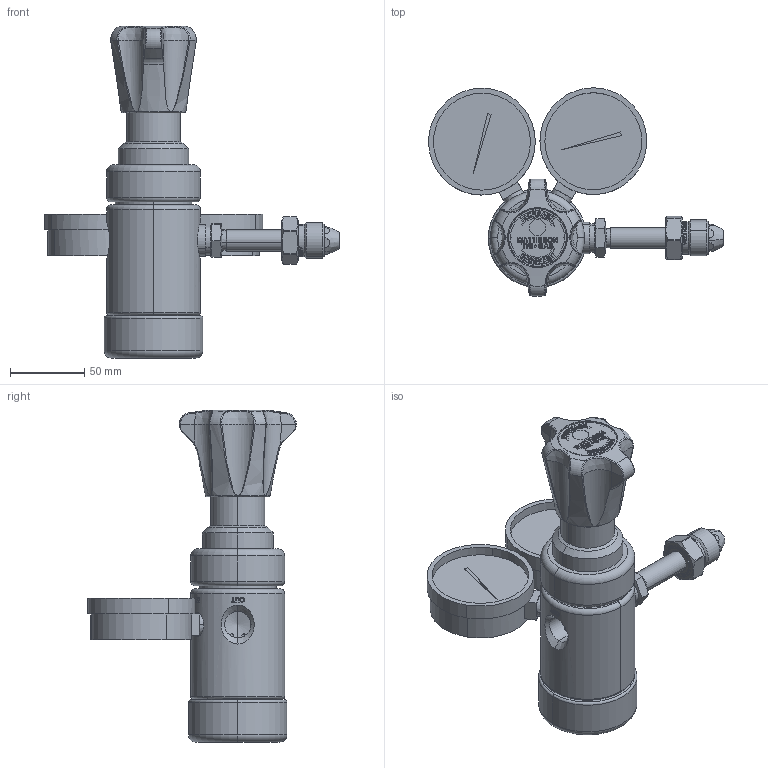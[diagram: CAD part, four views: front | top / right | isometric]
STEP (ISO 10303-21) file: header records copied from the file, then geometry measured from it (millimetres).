
FILE_DESCRIPTION((''),'2;1');
FILE_NAME('MREG-4635-BO_ASM','2020-05-28T10:00:35',('DLachman'),('MATHESON TRI-GAS'),'CREO PARAMETRIC BY PTC INC, 2018260','CREO PARAMETRIC BY PTC INC, 2018260','');
FILE_SCHEMA(('CONFIG_CONTROL_DESIGN'));
Length unit declared in the file: inch
Products named in the file (10): 9002649; 9007097; 8802922; 9003048; 9005109; 9005806; 9007094; 9008705; 9006-GAUGE; MREG-4635-BO_ASM
Assembly tree (10 placements, depth 2):
  MREG-4635-BO_ASM
    9002649
    9007097
    8802922
    9003048
    9005109
    9005806
    9007094
    9008705
    9006-GAUGE  x2
Bounding box: 198.59 x 140.52 x 223.56 mm (x, y, z)
Volume: 587721.1 mm3; surface area: 153977.6 mm2
Topology: 10 solids, 10 shells, 1645 faces, 4235 edges, 2727 vertices
Faces by surface type: plane 846, extrusion 238, cylinder 200, bspline 181, cone 122, torus 58
Entity records: 78004 total; most frequent: CARTESIAN_POINT 40078, ORIENTED_EDGE 8272, DIRECTION 6745, EDGE_CURVE 4136, VERTEX_POINT 2685, VECTOR 2661, LINE 2423, AXIS2_PLACEMENT_3D 2042
